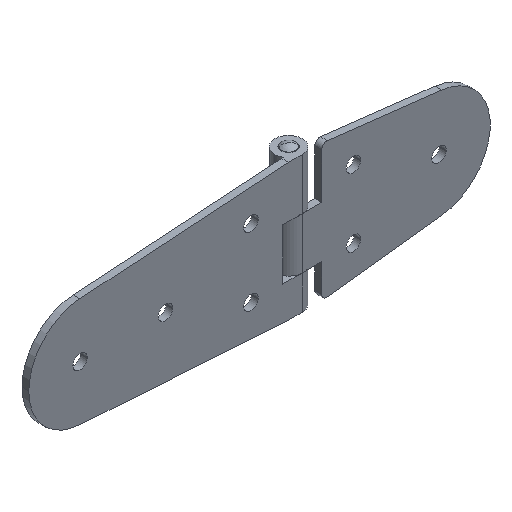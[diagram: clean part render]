
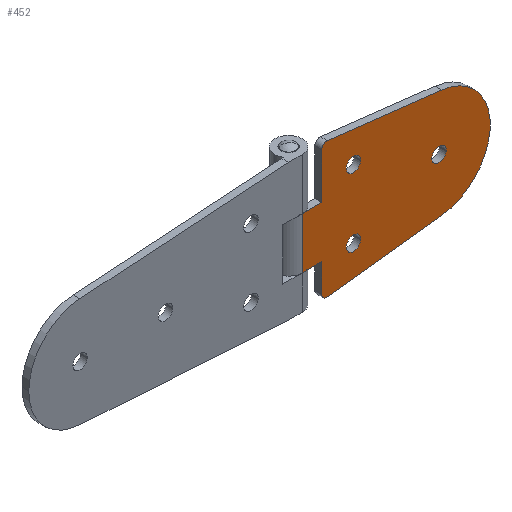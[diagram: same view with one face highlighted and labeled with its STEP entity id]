
A CAD part, isometric view. The second image highlights one B-rep face of the part: STEP entity #452.
In plain terms, the highlighted planar face has unit normal (0, -1, 0).
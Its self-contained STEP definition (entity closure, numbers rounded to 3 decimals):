
#137 = DIRECTION ( 'NONE',  ( 0., 0., 1. ) ) ;
#138 = CARTESIAN_POINT ( 'NONE',  ( 0., -4., 20. ) ) ;
#139 = PLANE ( 'NONE',  #140 ) ;
#140 = AXIS2_PLACEMENT_3D ( 'NONE', #138, #141, #137 ) ;
#141 = DIRECTION ( 'NONE',  ( 0., 1., 0. ) ) ;
#359 = VERTEX_POINT ( 'NONE', #1161 ) ;
#364 = VERTEX_POINT ( 'NONE', #1146 ) ;
#365 = EDGE_CURVE ( 'NONE', #364, #359, #1145, .T. ) ;
#368 = VERTEX_POINT ( 'NONE', #1140 ) ;
#369 = EDGE_CURVE ( 'NONE', #368, #411, #1139, .T. ) ;
#383 = VERTEX_POINT ( 'NONE', #1172 ) ;
#386 = EDGE_CURVE ( 'NONE', #388, #383, #1167, .T. ) ;
#388 = VERTEX_POINT ( 'NONE', #1227 ) ;
#411 = VERTEX_POINT ( 'NONE', #1239 ) ;
#421 = VERTEX_POINT ( 'NONE', #1283 ) ;
#437 = EDGE_LOOP ( 'NONE', ( #438, #443 ) ) ;
#438 = ORIENTED_EDGE ( 'NONE', *, *, #445, .T. ) ;
#443 = ORIENTED_EDGE ( 'NONE', *, *, #386, .T. ) ;
#445 = EDGE_CURVE ( 'NONE', #383, #388, #1307, .T. ) ;
#447 = ORIENTED_EDGE ( 'NONE', *, *, #365, .T. ) ;
#452 = ADVANCED_FACE ( 'NONE', ( #1298, #1297, #1296, #1295 ), #139, .F. ) ;
#455 = ORIENTED_EDGE ( 'NONE', *, *, #462, .T. ) ;
#458 = VERTEX_POINT ( 'NONE', #1351 ) ;
#459 = EDGE_LOOP ( 'NONE', ( #455, #447 ) ) ;
#462 = EDGE_CURVE ( 'NONE', #359, #364, #1339, .T. ) ;
#465 = EDGE_CURVE ( 'NONE', #421, #458, #1330, .T. ) ;
#510 = EDGE_LOOP ( 'NONE', ( #2262, #2254 ) ) ;
#1135 = DIRECTION ( 'NONE',  ( 0., 0., 1. ) ) ;
#1136 = DIRECTION ( 'NONE',  ( 0., 1., 0. ) ) ;
#1137 = CARTESIAN_POINT ( 'NONE',  ( 15., -4., -10. ) ) ;
#1138 = AXIS2_PLACEMENT_3D ( 'NONE', #1137, #1136, #1135 ) ;
#1139 = CIRCLE ( 'NONE', #1138, 2.1 ) ;
#1140 = CARTESIAN_POINT ( 'NONE',  ( 17.1, -4., -10. ) ) ;
#1141 = DIRECTION ( 'NONE',  ( 0., 0., 1. ) ) ;
#1142 = DIRECTION ( 'NONE',  ( 0., 1., 0. ) ) ;
#1143 = CARTESIAN_POINT ( 'NONE',  ( 40., -4., 0. ) ) ;
#1144 = AXIS2_PLACEMENT_3D ( 'NONE', #1143, #1142, #1141 ) ;
#1145 = CIRCLE ( 'NONE', #1144, 2.1 ) ;
#1146 = CARTESIAN_POINT ( 'NONE',  ( 42.1, -4., 0. ) ) ;
#1161 = CARTESIAN_POINT ( 'NONE',  ( 37.9, -4., 0. ) ) ;
#1167 = CIRCLE ( 'NONE', #1231, 2.1 ) ;
#1172 = CARTESIAN_POINT ( 'NONE',  ( 12.9, -4., 10. ) ) ;
#1227 = CARTESIAN_POINT ( 'NONE',  ( 17.1, -4., 10. ) ) ;
#1228 = DIRECTION ( 'NONE',  ( 0., 0., 1. ) ) ;
#1229 = DIRECTION ( 'NONE',  ( 0., 1., 0. ) ) ;
#1230 = CARTESIAN_POINT ( 'NONE',  ( 15., -4., 10. ) ) ;
#1231 = AXIS2_PLACEMENT_3D ( 'NONE', #1230, #1229, #1228 ) ;
#1239 = CARTESIAN_POINT ( 'NONE',  ( 12.9, -4., -10. ) ) ;
#1283 = CARTESIAN_POINT ( 'NONE',  ( 0., -4., 5. ) ) ;
#1295 = FACE_OUTER_BOUND ( 'NONE', #2251, .T. ) ;
#1296 = FACE_BOUND ( 'NONE', #510, .T. ) ;
#1297 = FACE_BOUND ( 'NONE', #437, .T. ) ;
#1298 = FACE_BOUND ( 'NONE', #459, .T. ) ;
#1303 = DIRECTION ( 'NONE',  ( 0., 0., 1. ) ) ;
#1304 = DIRECTION ( 'NONE',  ( 0., 1., 0. ) ) ;
#1305 = CARTESIAN_POINT ( 'NONE',  ( 15., -4., 10. ) ) ;
#1306 = AXIS2_PLACEMENT_3D ( 'NONE', #1305, #1304, #1303 ) ;
#1307 = CIRCLE ( 'NONE', #1306, 2.1 ) ;
#1327 = DIRECTION ( 'NONE',  ( 0., 0., -1. ) ) ;
#1328 = VECTOR ( 'NONE', #1327, 1000. ) ;
#1329 = CARTESIAN_POINT ( 'NONE',  ( 0., -4., 20. ) ) ;
#1330 = LINE ( 'NONE', #1329, #1328 ) ;
#1336 = DIRECTION ( 'NONE',  ( 0., 0., 1. ) ) ;
#1337 = DIRECTION ( 'NONE',  ( 0., 1., 0. ) ) ;
#1338 = AXIS2_PLACEMENT_3D ( 'NONE', #1344, #1337, #1336 ) ;
#1339 = CIRCLE ( 'NONE', #1338, 2.1 ) ;
#1344 = CARTESIAN_POINT ( 'NONE',  ( 40., -4., 0. ) ) ;
#1351 = CARTESIAN_POINT ( 'NONE',  ( 0., -4., -10. ) ) ;
#1584 = DIRECTION ( 'NONE',  ( -1., 0., 0. ) ) ;
#1585 = VECTOR ( 'NONE', #1584, 1000. ) ;
#1586 = CARTESIAN_POINT ( 'NONE',  ( 0., -4., 5. ) ) ;
#1587 = LINE ( 'NONE', #1586, #1585 ) ;
#1588 = CARTESIAN_POINT ( 'NONE',  ( 5.7, -4., 5. ) ) ;
#1589 = DIRECTION ( 'NONE',  ( 0., 0., 1. ) ) ;
#1590 = DIRECTION ( 'NONE',  ( 0., 1., 0. ) ) ;
#1591 = CARTESIAN_POINT ( 'NONE',  ( 15., -4., -10. ) ) ;
#1592 = AXIS2_PLACEMENT_3D ( 'NONE', #1591, #1590, #1589 ) ;
#1593 = CIRCLE ( 'NONE', #1592, 2.1 ) ;
#1594 = DIRECTION ( 'NONE',  ( 0., 0., -1. ) ) ;
#1595 = VECTOR ( 'NONE', #1594, 1000. ) ;
#1596 = CARTESIAN_POINT ( 'NONE',  ( 5.7, -4., 20. ) ) ;
#1597 = LINE ( 'NONE', #1596, #1595 ) ;
#1598 = CARTESIAN_POINT ( 'NONE',  ( 5.7, -4., -10. ) ) ;
#1599 = CARTESIAN_POINT ( 'NONE',  ( 5.7, -4., -18.315 ) ) ;
#1600 = DIRECTION ( 'NONE',  ( 0., 0., 1. ) ) ;
#1601 = DIRECTION ( 'NONE',  ( 0., -1., 0. ) ) ;
#1602 = CARTESIAN_POINT ( 'NONE',  ( 7.2, -4., -18.315 ) ) ;
#1603 = AXIS2_PLACEMENT_3D ( 'NONE', #1602, #1601, #1600 ) ;
#1604 = CIRCLE ( 'NONE', #1603, 1.5 ) ;
#1605 = CARTESIAN_POINT ( 'NONE',  ( 7.374, -4., -19.804 ) ) ;
#1606 = CARTESIAN_POINT ( 'NONE',  ( 40.857, -4., -15.892 ) ) ;
#1607 = DIRECTION ( 'NONE',  ( 0.993, 0., 0.116 ) ) ;
#1608 = VECTOR ( 'NONE', #1607, 1000. ) ;
#1609 = CARTESIAN_POINT ( 'NONE',  ( 4.688, -4., -20.118 ) ) ;
#1615 = LINE ( 'NONE', #1609, #1608 ) ;
#1625 = DIRECTION ( 'NONE',  ( 0., 0., 1. ) ) ;
#1626 = DIRECTION ( 'NONE',  ( 0., -1., 0. ) ) ;
#1627 = CARTESIAN_POINT ( 'NONE',  ( 7.2, -4., 18.315 ) ) ;
#1628 = AXIS2_PLACEMENT_3D ( 'NONE', #1627, #1626, #1625 ) ;
#1629 = CIRCLE ( 'NONE', #1628, 1.5 ) ;
#1630 = DIRECTION ( 'NONE',  ( 0., 0., 1. ) ) ;
#1631 = DIRECTION ( 'NONE',  ( 0., -1., 0. ) ) ;
#1632 = CARTESIAN_POINT ( 'NONE',  ( 39., -4., 0. ) ) ;
#1633 = AXIS2_PLACEMENT_3D ( 'NONE', #1632, #1631, #1630 ) ;
#1634 = CIRCLE ( 'NONE', #1633, 16. ) ;
#1635 = DIRECTION ( 'NONE',  ( 0.993, 0., -0.116 ) ) ;
#1636 = VECTOR ( 'NONE', #1635, 1000. ) ;
#1637 = CARTESIAN_POINT ( 'NONE',  ( 0.077, -4., 20.657 ) ) ;
#1638 = LINE ( 'NONE', #1637, #1636 ) ;
#1639 = CARTESIAN_POINT ( 'NONE',  ( 40.857, -4., 15.892 ) ) ;
#1640 = CARTESIAN_POINT ( 'NONE',  ( 7.374, -4., 19.804 ) ) ;
#1641 = CARTESIAN_POINT ( 'NONE',  ( 5.7, -4., 18.315 ) ) ;
#1642 = DIRECTION ( 'NONE',  ( 0., 0., -1. ) ) ;
#1643 = VECTOR ( 'NONE', #1642, 1000. ) ;
#1644 = CARTESIAN_POINT ( 'NONE',  ( 5.7, -4., 20. ) ) ;
#1645 = LINE ( 'NONE', #1644, #1643 ) ;
#1651 = DIRECTION ( 'NONE',  ( 1., 0., 0. ) ) ;
#1652 = VECTOR ( 'NONE', #1651, 1000. ) ;
#1653 = CARTESIAN_POINT ( 'NONE',  ( 0., -4., -10. ) ) ;
#1654 = LINE ( 'NONE', #1653, #1652 ) ;
#2242 = EDGE_CURVE ( 'NONE', #2245, #2243, #1615, .T. ) ;
#2243 = VERTEX_POINT ( 'NONE', #1606 ) ;
#2245 = VERTEX_POINT ( 'NONE', #1605 ) ;
#2246 = ORIENTED_EDGE ( 'NONE', *, *, #2248, .T. ) ;
#2247 = ORIENTED_EDGE ( 'NONE', *, *, #2242, .T. ) ;
#2248 = EDGE_CURVE ( 'NONE', #2249, #2245, #1604, .T. ) ;
#2249 = VERTEX_POINT ( 'NONE', #1599 ) ;
#2250 = VERTEX_POINT ( 'NONE', #1598 ) ;
#2251 = EDGE_LOOP ( 'NONE', ( #2253, #2246, #2247, #2270, #2272, #2269, #2261, #2257, #2258, #2302 ) ) ;
#2252 = EDGE_CURVE ( 'NONE', #2250, #2249, #1597, .T. ) ;
#2253 = ORIENTED_EDGE ( 'NONE', *, *, #2252, .T. ) ;
#2254 = ORIENTED_EDGE ( 'NONE', *, *, #369, .T. ) ;
#2255 = EDGE_CURVE ( 'NONE', #411, #368, #1593, .T. ) ;
#2256 = VERTEX_POINT ( 'NONE', #1588 ) ;
#2257 = ORIENTED_EDGE ( 'NONE', *, *, #2259, .T. ) ;
#2258 = ORIENTED_EDGE ( 'NONE', *, *, #465, .T. ) ;
#2259 = EDGE_CURVE ( 'NONE', #2256, #421, #1587, .T. ) ;
#2260 = EDGE_CURVE ( 'NONE', #2263, #2256, #1645, .T. ) ;
#2261 = ORIENTED_EDGE ( 'NONE', *, *, #2260, .T. ) ;
#2262 = ORIENTED_EDGE ( 'NONE', *, *, #2255, .T. ) ;
#2263 = VERTEX_POINT ( 'NONE', #1641 ) ;
#2265 = VERTEX_POINT ( 'NONE', #1640 ) ;
#2266 = VERTEX_POINT ( 'NONE', #1639 ) ;
#2267 = EDGE_CURVE ( 'NONE', #2265, #2266, #1638, .T. ) ;
#2268 = EDGE_CURVE ( 'NONE', #2243, #2266, #1634, .T. ) ;
#2269 = ORIENTED_EDGE ( 'NONE', *, *, #2273, .T. ) ;
#2270 = ORIENTED_EDGE ( 'NONE', *, *, #2268, .T. ) ;
#2272 = ORIENTED_EDGE ( 'NONE', *, *, #2267, .F. ) ;
#2273 = EDGE_CURVE ( 'NONE', #2265, #2263, #1629, .T. ) ;
#2297 = EDGE_CURVE ( 'NONE', #458, #2250, #1654, .T. ) ;
#2302 = ORIENTED_EDGE ( 'NONE', *, *, #2297, .T. ) ;
